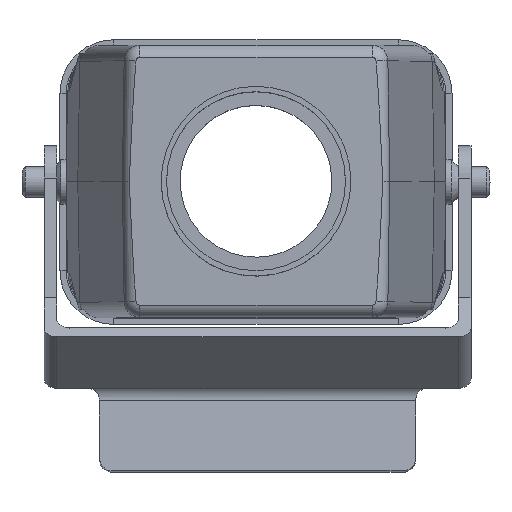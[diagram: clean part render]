
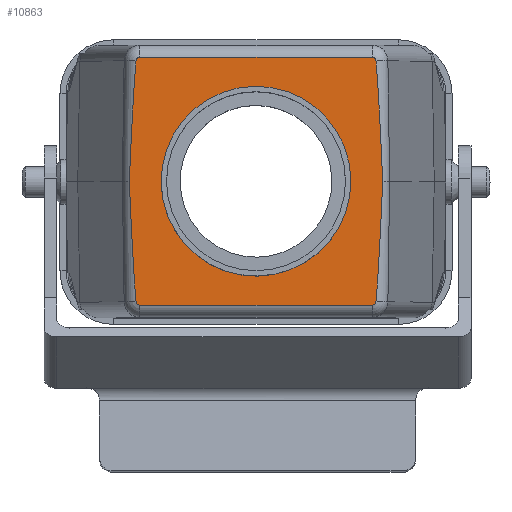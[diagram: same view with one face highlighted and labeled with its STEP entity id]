
A CAD part, top view. The second image highlights one B-rep face of the part: STEP entity #10863.
In plain terms, the highlighted planar face has unit normal (0, 0, 1).
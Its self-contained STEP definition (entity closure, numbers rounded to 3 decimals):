
#1930=CARTESIAN_POINT('',(-18.971,19.056,62.45));
#1931=VERTEX_POINT('',#1930);
#1941=CARTESIAN_POINT('',(-18.394,19.584,62.45));
#1942=VERTEX_POINT('',#1941);
#1943=CARTESIAN_POINT('',(-18.394,19.005,62.45));
#1944=DIRECTION('',(0.0,0.0,-1.0));
#1945=DIRECTION('',(1.0,0.0,0.0));
#1946=AXIS2_PLACEMENT_3D('',#1943,#1944,#1945);
#1947=CIRCLE('',#1946,0.579);
#1948=EDGE_CURVE('',#1931,#1942,#1947,.T.);
#1974=CARTESIAN_POINT('',(-20.029,0.005,62.45));
#1975=VERTEX_POINT('',#1974);
#1985=CARTESIAN_POINT('',(-20.434,-120.326,62.45));
#1986=DIRECTION('',(0.0,0.0,-1.0));
#1987=DIRECTION('',(-0.015,-1.,0.0));
#1988=AXIS2_PLACEMENT_3D('',#1985,#1986,#1987);
#1989=ELLIPSE('',#1988,143.262,2.5);
#1990=EDGE_CURVE('',#1975,#1931,#1989,.T.);
#2008=CARTESIAN_POINT('',(18.394,19.584,62.45));
#2009=VERTEX_POINT('',#2008);
#2010=CARTESIAN_POINT('',(-18.394,19.584,62.45));
#2011=DIRECTION('',(1.0,0.0,0.0));
#2012=VECTOR('',#2011,36.788);
#2013=LINE('',#2010,#2012);
#2014=EDGE_CURVE('',#1942,#2009,#2013,.T.);
#2039=CARTESIAN_POINT('',(-18.971,-19.046,62.45));
#2040=VERTEX_POINT('',#2039);
#2050=CARTESIAN_POINT('',(-20.434,120.336,62.45));
#2051=DIRECTION('',(0.0,0.0,-1.0));
#2052=DIRECTION('',(0.015,-1.,0.0));
#2053=AXIS2_PLACEMENT_3D('',#2050,#2051,#2052);
#2054=ELLIPSE('',#2053,143.262,2.5);
#2055=EDGE_CURVE('',#2040,#1975,#2054,.T.);
#2073=CARTESIAN_POINT('',(18.971,19.056,62.45));
#2074=VERTEX_POINT('',#2073);
#2075=CARTESIAN_POINT('',(18.394,19.005,62.45));
#2076=DIRECTION('',(0.0,0.0,-1.0));
#2077=DIRECTION('',(1.0,0.0,0.0));
#2078=AXIS2_PLACEMENT_3D('',#2075,#2076,#2077);
#2079=CIRCLE('',#2078,0.579);
#2080=EDGE_CURVE('',#2009,#2074,#2079,.T.);
#2106=CARTESIAN_POINT('',(-18.394,-19.574,62.45));
#2107=VERTEX_POINT('',#2106);
#2115=CARTESIAN_POINT('',(-18.394,-18.995,62.45));
#2116=DIRECTION('',(0.0,0.0,-1.0));
#2117=DIRECTION('',(1.0,0.0,0.0));
#2118=AXIS2_PLACEMENT_3D('',#2115,#2116,#2117);
#2119=CIRCLE('',#2118,0.579);
#2120=EDGE_CURVE('',#2107,#2040,#2119,.T.);
#2139=CARTESIAN_POINT('',(20.029,0.005,62.45));
#2140=VERTEX_POINT('',#2139);
#2141=CARTESIAN_POINT('',(20.434,-120.326,62.45));
#2142=DIRECTION('',(0.0,0.0,-1.0));
#2143=DIRECTION('',(0.015,-1.,0.0));
#2144=AXIS2_PLACEMENT_3D('',#2141,#2142,#2143);
#2145=ELLIPSE('',#2144,143.262,2.5);
#2146=EDGE_CURVE('',#2074,#2140,#2145,.T.);
#2171=CARTESIAN_POINT('',(18.394,-19.574,62.45));
#2172=VERTEX_POINT('',#2171);
#2180=CARTESIAN_POINT('',(18.394,-19.574,62.45));
#2181=DIRECTION('',(-1.0,0.0,0.0));
#2182=VECTOR('',#2181,36.788);
#2183=LINE('',#2180,#2182);
#2184=EDGE_CURVE('',#2172,#2107,#2183,.T.);
#2197=CARTESIAN_POINT('',(18.971,-19.046,62.45));
#2198=VERTEX_POINT('',#2197);
#2199=CARTESIAN_POINT('',(20.434,120.336,62.45));
#2200=DIRECTION('',(0.0,0.0,-1.0));
#2201=DIRECTION('',(-0.015,-1.,0.0));
#2202=AXIS2_PLACEMENT_3D('',#2199,#2200,#2201);
#2203=ELLIPSE('',#2202,143.262,2.5);
#2204=EDGE_CURVE('',#2140,#2198,#2203,.T.);
#2230=CARTESIAN_POINT('',(18.394,-18.995,62.45));
#2231=DIRECTION('',(0.0,0.0,-1.0));
#2232=DIRECTION('',(1.0,0.0,0.0));
#2233=AXIS2_PLACEMENT_3D('',#2230,#2231,#2232);
#2234=CIRCLE('',#2233,0.579);
#2235=EDGE_CURVE('',#2198,#2172,#2234,.T.);
#10835=CARTESIAN_POINT('',(50.0,-30.0,62.45));
#10836=DIRECTION('',(0.0,0.0,1.0));
#10837=DIRECTION('',(1.0,0.0,0.0));
#10838=AXIS2_PLACEMENT_3D('',#10835,#10836,#10837);
#10839=PLANE('',#10838);
#10840=ORIENTED_EDGE('',*,*,#1990,.F.);
#10841=ORIENTED_EDGE('',*,*,#2055,.F.);
#10842=ORIENTED_EDGE('',*,*,#2120,.F.);
#10843=ORIENTED_EDGE('',*,*,#2184,.F.);
#10844=ORIENTED_EDGE('',*,*,#2235,.F.);
#10845=ORIENTED_EDGE('',*,*,#2204,.F.);
#10846=ORIENTED_EDGE('',*,*,#2146,.F.);
#10847=ORIENTED_EDGE('',*,*,#2080,.F.);
#10848=ORIENTED_EDGE('',*,*,#2014,.F.);
#10849=ORIENTED_EDGE('',*,*,#1948,.F.);
#10850=EDGE_LOOP('',(#10840,#10841,#10842,#10843,#10844,#10845,#10846,#10847,#10848,#10849));
#10851=FACE_OUTER_BOUND('',#10850,.T.);
#10852=CARTESIAN_POINT('',(0.23,-14.998,62.45));
#10853=VERTEX_POINT('',#10852);
#10854=CARTESIAN_POINT('',(0.,0.,62.45));
#10855=DIRECTION('',(0.0,0.0,-1.0));
#10856=DIRECTION('',(0.015,-1.,0.0));
#10857=AXIS2_PLACEMENT_3D('',#10854,#10855,#10856);
#10858=CIRCLE('',#10857,15.);
#10859=EDGE_CURVE('',#10853,#10853,#10858,.T.);
#10860=ORIENTED_EDGE('',*,*,#10859,.T.);
#10861=EDGE_LOOP('',(#10860));
#10862=FACE_BOUND('',#10861,.T.);
#10863=ADVANCED_FACE('',(#10851,#10862),#10839,.T.);
